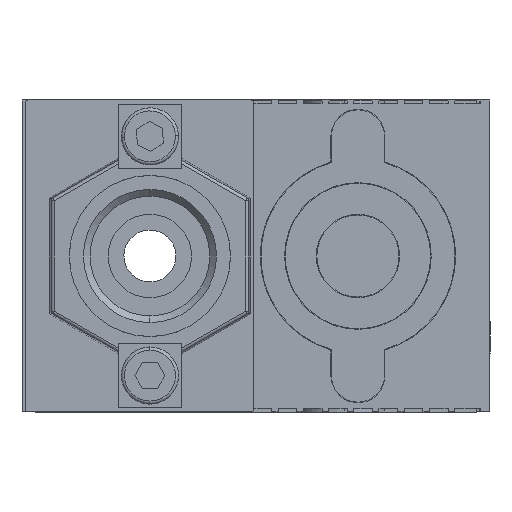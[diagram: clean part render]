
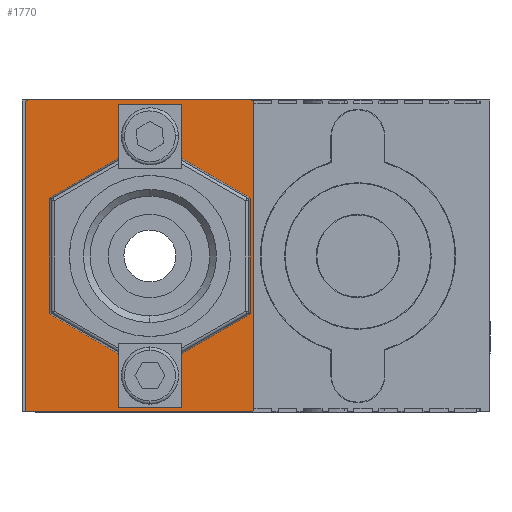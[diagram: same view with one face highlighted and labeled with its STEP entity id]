
A CAD part, left-side view. The second image highlights one B-rep face of the part: STEP entity #1770.
In plain terms, the highlighted planar face has unit normal (-1, 0, 0).
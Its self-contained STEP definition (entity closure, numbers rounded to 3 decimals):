
#1770=ADVANCED_FACE('',(#3684,#3685),#3686,.T.);
#3684=FACE_BOUND('',#6947,.T.);
#3685=FACE_OUTER_BOUND('',#6948,.T.);
#3686=PLANE('',#6949);
#6947=EDGE_LOOP('',(#12210,#12211,#12212,#12213,#12214,#12215,#12216,#12217,#12218,#12219,#12220,#12221,#12222,#12223,#12224,#12225));
#6948=EDGE_LOOP('',(#12226,#12227,#12228,#12229,#12230,#12231,#12232,#12233));
#6949=AXIS2_PLACEMENT_3D('',#12234,#12235,#12236);
#12210=ORIENTED_EDGE('',*,*,#15012,.F.);
#12211=ORIENTED_EDGE('',*,*,#15013,.T.);
#12212=ORIENTED_EDGE('',*,*,#15014,.F.);
#12213=ORIENTED_EDGE('',*,*,#15015,.T.);
#12214=ORIENTED_EDGE('',*,*,#15016,.T.);
#12215=ORIENTED_EDGE('',*,*,#15017,.T.);
#12216=ORIENTED_EDGE('',*,*,#15018,.T.);
#12217=ORIENTED_EDGE('',*,*,#14991,.T.);
#12218=ORIENTED_EDGE('',*,*,#15019,.T.);
#12219=ORIENTED_EDGE('',*,*,#15020,.F.);
#12220=ORIENTED_EDGE('',*,*,#15021,.T.);
#12221=ORIENTED_EDGE('',*,*,#14996,.F.);
#12222=ORIENTED_EDGE('',*,*,#15022,.T.);
#12223=ORIENTED_EDGE('',*,*,#15023,.F.);
#12224=ORIENTED_EDGE('',*,*,#15024,.T.);
#12225=ORIENTED_EDGE('',*,*,#15025,.F.);
#12226=ORIENTED_EDGE('',*,*,#15026,.F.);
#12227=ORIENTED_EDGE('',*,*,#15027,.T.);
#12228=ORIENTED_EDGE('',*,*,#15028,.T.);
#12229=ORIENTED_EDGE('',*,*,#15029,.T.);
#12230=ORIENTED_EDGE('',*,*,#15030,.F.);
#12231=ORIENTED_EDGE('',*,*,#15031,.T.);
#12232=ORIENTED_EDGE('',*,*,#15032,.T.);
#12233=ORIENTED_EDGE('',*,*,#15033,.T.);
#12234=CARTESIAN_POINT('',(-4.0,-10.,15.0));
#12235=DIRECTION('',(-1.0,0.,0.));
#12236=DIRECTION('',(0.,0.,1.0));
#14991=EDGE_CURVE('',#18247,#18252,#18254,.T.);
#14996=EDGE_CURVE('',#18261,#18256,#18263,.T.);
#15012=EDGE_CURVE('',#18291,#18292,#18293,.T.);
#15013=EDGE_CURVE('',#18291,#18294,#18295,.T.);
#15014=EDGE_CURVE('',#18296,#18294,#18297,.T.);
#15015=EDGE_CURVE('',#18296,#18298,#18299,.T.);
#15016=EDGE_CURVE('',#18298,#18300,#18301,.T.);
#15017=EDGE_CURVE('',#18300,#18302,#18303,.T.);
#15018=EDGE_CURVE('',#18302,#18247,#18304,.T.);
#15019=EDGE_CURVE('',#18252,#18305,#18306,.T.);
#15020=EDGE_CURVE('',#18307,#18305,#18308,.T.);
#15021=EDGE_CURVE('',#18307,#18256,#18309,.T.);
#15022=EDGE_CURVE('',#18261,#18310,#18311,.T.);
#15023=EDGE_CURVE('',#18312,#18310,#18313,.T.);
#15024=EDGE_CURVE('',#18312,#18314,#18315,.T.);
#15025=EDGE_CURVE('',#18292,#18314,#18316,.T.);
#15026=EDGE_CURVE('',#18317,#18318,#18319,.T.);
#15027=EDGE_CURVE('',#18317,#18320,#18321,.T.);
#15028=EDGE_CURVE('',#18320,#18322,#18323,.T.);
#15029=EDGE_CURVE('',#18322,#18324,#18325,.T.);
#15030=EDGE_CURVE('',#18326,#18324,#18327,.T.);
#15031=EDGE_CURVE('',#18326,#18328,#18329,.T.);
#15032=EDGE_CURVE('',#18328,#18330,#18331,.T.);
#15033=EDGE_CURVE('',#18330,#18318,#18332,.T.);
#18247=VERTEX_POINT('',#23327);
#18252=VERTEX_POINT('',#23334);
#18254=LINE('',#23337,#23338);
#18256=VERTEX_POINT('',#23340);
#18261=VERTEX_POINT('',#23347);
#18263=LINE('',#23350,#23351);
#18291=VERTEX_POINT('',#23391);
#18292=VERTEX_POINT('',#23392);
#18293=LINE('',#23393,#23394);
#18294=VERTEX_POINT('',#23395);
#18295=LINE('',#23396,#23397);
#18296=VERTEX_POINT('',#23398);
#18297=LINE('',#23399,#23400);
#18298=VERTEX_POINT('',#23401);
#18299=LINE('',#23402,#23403);
#18300=VERTEX_POINT('',#23404);
#18301=(B_SPLINE_CURVE(3,(#23406,#23407,#23408,#23409),.UNSPECIFIED.,.F.,.F.)B_SPLINE_CURVE_WITH_KNOTS((4,4),(2.618,3.665),.UNSPECIFIED.)RATIONAL_B_SPLINE_CURVE((1.0,0.911,0.911,1.0))BOUNDED_CURVE()REPRESENTATION_ITEM('')GEOMETRIC_REPRESENTATION_ITEM()CURVE());
#18302=VERTEX_POINT('',#23416);
#18303=LINE('',#23417,#23418);
#18304=(B_SPLINE_CURVE(3,(#23420,#23421,#23422,#23423),.UNSPECIFIED.,.F.,.F.)B_SPLINE_CURVE_WITH_KNOTS((4,4),(2.618,3.665),.UNSPECIFIED.)RATIONAL_B_SPLINE_CURVE((1.0,0.911,0.911,1.0))BOUNDED_CURVE()REPRESENTATION_ITEM('')GEOMETRIC_REPRESENTATION_ITEM()CURVE());
#18305=VERTEX_POINT('',#23430);
#18306=LINE('',#23431,#23432);
#18307=VERTEX_POINT('',#23433);
#18308=LINE('',#23434,#23435);
#18309=LINE('',#23436,#23437);
#18310=VERTEX_POINT('',#23438);
#18311=(B_SPLINE_CURVE(3,(#23440,#23441,#23442,#23443),.UNSPECIFIED.,.F.,.F.)B_SPLINE_CURVE_WITH_KNOTS((4,4),(2.618,3.665),.UNSPECIFIED.)RATIONAL_B_SPLINE_CURVE((1.0,0.911,0.911,1.0))BOUNDED_CURVE()REPRESENTATION_ITEM('')GEOMETRIC_REPRESENTATION_ITEM()CURVE());
#18312=VERTEX_POINT('',#23450);
#18313=LINE('',#23451,#23452);
#18314=VERTEX_POINT('',#23453);
#18315=(B_SPLINE_CURVE(3,(#23455,#23456,#23457,#23458),.UNSPECIFIED.,.F.,.F.)B_SPLINE_CURVE_WITH_KNOTS((4,4),(2.618,3.665),.UNSPECIFIED.)RATIONAL_B_SPLINE_CURVE((1.0,0.911,0.911,1.0))BOUNDED_CURVE()REPRESENTATION_ITEM('')GEOMETRIC_REPRESENTATION_ITEM()CURVE());
#18316=LINE('',#23465,#23466);
#18317=VERTEX_POINT('',#23467);
#18318=VERTEX_POINT('',#23468);
#18319=LINE('',#23469,#23470);
#18320=VERTEX_POINT('',#23471);
#18321=CIRCLE('',#23472,0.3);
#18322=VERTEX_POINT('',#23473);
#18323=LINE('',#23474,#23475);
#18324=VERTEX_POINT('',#23476);
#18325=CIRCLE('',#23477,0.3);
#18326=VERTEX_POINT('',#23478);
#18327=LINE('',#23479,#23480);
#18328=VERTEX_POINT('',#23481);
#18329=CIRCLE('',#23482,0.3);
#18330=VERTEX_POINT('',#23483);
#18331=LINE('',#23484,#23485);
#18332=CIRCLE('',#23486,0.3);
#23327=CARTESIAN_POINT('',(-4.0,9.507,5.662));
#23334=CARTESIAN_POINT('',(-4.0,3.05,9.39));
#23337=CARTESIAN_POINT('',(-4.0,4.829,8.363));
#23338=VECTOR('',#26103,1000.0);
#23340=CARTESIAN_POINT('',(-4.0,-3.05,9.39));
#23347=CARTESIAN_POINT('',(-4.0,-9.507,5.662));
#23350=CARTESIAN_POINT('',(-4.0,-19.079,0.136));
#23351=VECTOR('',#26107,1000.0);
#23391=CARTESIAN_POINT('',(-4.0,-3.05,-14.55));
#23392=CARTESIAN_POINT('',(-4.0,-3.05,-9.39));
#23393=CARTESIAN_POINT('',(-4.0,-3.05,15.0));
#23394=VECTOR('',#26123,1000.0);
#23395=CARTESIAN_POINT('',(-4.0,3.05,-14.55));
#23396=CARTESIAN_POINT('',(-4.0,-10.,-14.55));
#23397=VECTOR('',#26124,1000.0);
#23398=CARTESIAN_POINT('',(-4.0,3.05,-9.39));
#23399=CARTESIAN_POINT('',(-4.0,3.05,15.0));
#23400=VECTOR('',#26125,1000.0);
#23401=CARTESIAN_POINT('',(-4.0,9.507,-5.662));
#23402=CARTESIAN_POINT('',(-4.0,-9.421,-16.591));
#23403=VECTOR('',#26126,1000.0);
#23404=CARTESIAN_POINT('',(-4.0,9.657,-5.402));
#23406=CARTESIAN_POINT('',(-4.0,9.507,-5.662));
#23407=CARTESIAN_POINT('',(-4.0,9.602,-5.607));
#23408=CARTESIAN_POINT('',(-4.0,9.657,-5.512));
#23409=CARTESIAN_POINT('',(-4.0,9.657,-5.402));
#23416=CARTESIAN_POINT('',(-4.0,9.657,5.402));
#23417=CARTESIAN_POINT('',(-4.0,9.657,-16.454));
#23418=VECTOR('',#26127,1000.0);
#23420=CARTESIAN_POINT('',(-4.0,9.657,5.402));
#23421=CARTESIAN_POINT('',(-4.0,9.657,5.512));
#23422=CARTESIAN_POINT('',(-4.0,9.602,5.607));
#23423=CARTESIAN_POINT('',(-4.0,9.507,5.662));
#23430=CARTESIAN_POINT('',(-4.0,3.05,14.55));
#23431=CARTESIAN_POINT('',(-4.0,3.05,15.0));
#23432=VECTOR('',#26128,1000.0);
#23433=CARTESIAN_POINT('',(-4.0,-3.05,14.55));
#23434=CARTESIAN_POINT('',(-4.0,-10.0,14.55));
#23435=VECTOR('',#26129,1000.0);
#23436=CARTESIAN_POINT('',(-4.0,-3.05,15.0));
#23437=VECTOR('',#26130,1000.0);
#23438=CARTESIAN_POINT('',(-4.0,-9.657,5.402));
#23440=CARTESIAN_POINT('',(-4.0,-9.507,5.662));
#23441=CARTESIAN_POINT('',(-4.0,-9.602,5.607));
#23442=CARTESIAN_POINT('',(-4.0,-9.657,5.512));
#23443=CARTESIAN_POINT('',(-4.0,-9.657,5.402));
#23450=CARTESIAN_POINT('',(-4.0,-9.657,-5.402));
#23451=CARTESIAN_POINT('',(-4.0,-9.657,-16.454));
#23452=VECTOR('',#26131,1000.0);
#23453=CARTESIAN_POINT('',(-4.0,-9.507,-5.662));
#23455=CARTESIAN_POINT('',(-4.0,-9.657,-5.402));
#23456=CARTESIAN_POINT('',(-4.0,-9.657,-5.512));
#23457=CARTESIAN_POINT('',(-4.0,-9.602,-5.607));
#23458=CARTESIAN_POINT('',(-4.0,-9.507,-5.662));
#23465=CARTESIAN_POINT('',(-4.0,-4.829,-8.363));
#23466=VECTOR('',#26132,1000.0);
#23467=CARTESIAN_POINT('',(-4.0,-9.7,-15.0));
#23468=CARTESIAN_POINT('',(-4.0,11.7,-15.0));
#23469=CARTESIAN_POINT('',(-4.0,-10.0,-15.0));
#23470=VECTOR('',#26133,1000.0);
#23471=CARTESIAN_POINT('',(-4.0,-10.0,-14.7));
#23472=AXIS2_PLACEMENT_3D('',#26134,#26135,#26136);
#23473=CARTESIAN_POINT('',(-4.0,-10.,14.7));
#23474=CARTESIAN_POINT('',(-4.0,-10.0,-15.0));
#23475=VECTOR('',#26137,1000.0);
#23476=CARTESIAN_POINT('',(-4.0,-9.7,15.0));
#23477=AXIS2_PLACEMENT_3D('',#26138,#26139,#26140);
#23478=CARTESIAN_POINT('',(-4.0,11.7,15.0));
#23479=CARTESIAN_POINT('',(-4.0,12.0,15.0));
#23480=VECTOR('',#26141,1000.0);
#23481=CARTESIAN_POINT('',(-4.0,12.0,14.7));
#23482=AXIS2_PLACEMENT_3D('',#26142,#26143,#26144);
#23483=CARTESIAN_POINT('',(-4.0,12.0,-14.7));
#23484=CARTESIAN_POINT('',(-4.0,12.0,15.0));
#23485=VECTOR('',#26145,1000.0);
#23486=AXIS2_PLACEMENT_3D('',#26146,#26147,#26148);
#26103=DIRECTION('',(0.,-0.866,0.5));
#26107=DIRECTION('',(0.,0.866,0.5));
#26123=DIRECTION('',(0.,0.,1.0));
#26124=DIRECTION('',(0.,1.0,0.));
#26125=DIRECTION('',(0.,0.,-1.0));
#26126=DIRECTION('',(0.,0.866,0.5));
#26127=DIRECTION('',(0.,0.,1.0));
#26128=DIRECTION('',(0.,0.,1.0));
#26129=DIRECTION('',(0.,1.0,0.));
#26130=DIRECTION('',(0.0,0.,-1.0));
#26131=DIRECTION('',(0.,0.,1.0));
#26132=DIRECTION('',(0.,-0.866,0.5));
#26133=DIRECTION('',(0.,1.0,0.));
#26134=CARTESIAN_POINT('',(-4.0,-9.7,-14.7));
#26135=DIRECTION('',(-1.0,0.,0.));
#26136=DIRECTION('',(0.,0.,1.0));
#26137=DIRECTION('',(0.,0.,1.0));
#26138=CARTESIAN_POINT('',(-4.0,-9.7,14.7));
#26139=DIRECTION('',(-1.0,0.,0.));
#26140=DIRECTION('',(0.,0.,1.0));
#26141=DIRECTION('',(0.,-1.0,0.));
#26142=CARTESIAN_POINT('',(-4.0,11.7,14.7));
#26143=DIRECTION('',(-1.0,0.,0.));
#26144=DIRECTION('',(0.,0.,1.0));
#26145=DIRECTION('',(0.,0.,-1.0));
#26146=CARTESIAN_POINT('',(-4.0,11.7,-14.7));
#26147=DIRECTION('',(-1.0,0.,0.));
#26148=DIRECTION('',(0.,0.,1.0));
